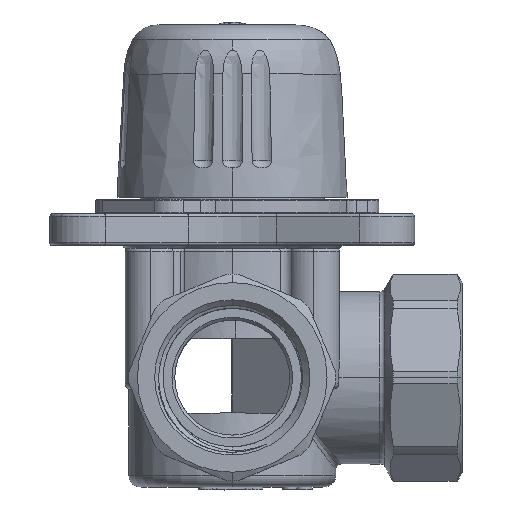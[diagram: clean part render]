
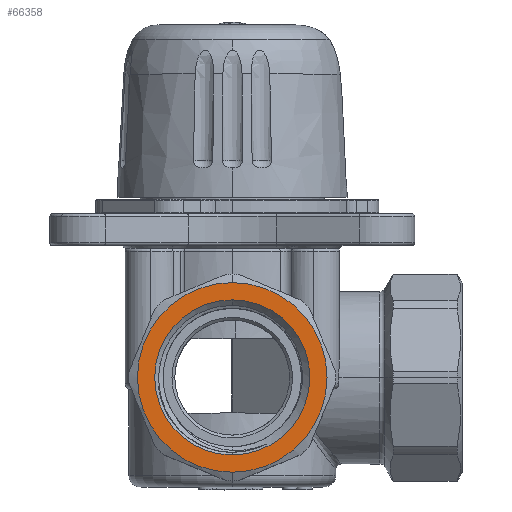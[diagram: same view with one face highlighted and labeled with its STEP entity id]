
A CAD part, top view. The second image highlights one B-rep face of the part: STEP entity #66358.
In plain terms, the highlighted planar face has unit normal (0, 0, 1).
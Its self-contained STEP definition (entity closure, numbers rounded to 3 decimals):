
#322 = DIRECTION ( 'NONE',  ( 0., 0., -1. ) ) ;
#4191 = VERTEX_POINT ( 'NONE', #35013 ) ;
#9449 = VERTEX_POINT ( 'NONE', #33524 ) ;
#13976 = CIRCLE ( 'NONE', #48974, 16.5 ) ;
#15625 = DIRECTION ( 'NONE',  ( 0., -1., 0. ) ) ;
#18651 = EDGE_CURVE ( 'NONE', #4191, #89962, #13976, .T. ) ;
#21149 = DIRECTION ( 'NONE',  ( 0., 0., 1. ) ) ;
#21904 = AXIS2_PLACEMENT_3D ( 'NONE', #23740, #54565, #55581 ) ;
#23740 = CARTESIAN_POINT ( 'NONE',  ( 0., 1., 40. ) ) ;
#27744 = ORIENTED_EDGE ( 'NONE', *, *, #99000, .T. ) ;
#31364 = DIRECTION ( 'NONE',  ( 0., 0., 1. ) ) ;
#33524 = CARTESIAN_POINT ( 'NONE',  ( 0., 14.5, 40. ) ) ;
#34595 = FACE_OUTER_BOUND ( 'NONE', #87529, .T. ) ;
#35013 = CARTESIAN_POINT ( 'NONE',  ( 0., 17.5, 40. ) ) ;
#35382 = CIRCLE ( 'NONE', #57172, 13.5 ) ;
#37363 = ORIENTED_EDGE ( 'NONE', *, *, #18651, .T. ) ;
#38485 = PLANE ( 'NONE',  #21904 ) ;
#39827 = CIRCLE ( 'NONE', #61613, 13.5 ) ;
#45252 = CARTESIAN_POINT ( 'NONE',  ( 0., 1., 40. ) ) ;
#45584 = DIRECTION ( 'NONE',  ( 0., 0., -1. ) ) ;
#45919 = DIRECTION ( 'NONE',  ( 0., -1., 0. ) ) ;
#46432 = AXIS2_PLACEMENT_3D ( 'NONE', #101549, #21149, #45919 ) ;
#47874 = CARTESIAN_POINT ( 'NONE',  ( 0., 1., 40. ) ) ;
#48974 = AXIS2_PLACEMENT_3D ( 'NONE', #79237, #31364, #15625 ) ;
#51144 = CARTESIAN_POINT ( 'NONE',  ( 0., -12.5, 40. ) ) ;
#54565 = DIRECTION ( 'NONE',  ( 0., 0., 1. ) ) ;
#55581 = DIRECTION ( 'NONE',  ( 0., -1., 0. ) ) ;
#55715 = VERTEX_POINT ( 'NONE', #51144 ) ;
#56763 = CARTESIAN_POINT ( 'NONE',  ( 0., -15.5, 40. ) ) ;
#57172 = AXIS2_PLACEMENT_3D ( 'NONE', #47874, #322, #88428 ) ;
#61613 = AXIS2_PLACEMENT_3D ( 'NONE', #45252, #45584, #93510 ) ;
#66358 = ADVANCED_FACE ( 'NONE', ( #82114, #34595 ), #38485, .T. ) ;
#73773 = ORIENTED_EDGE ( 'NONE', *, *, #84032, .T. ) ;
#79237 = CARTESIAN_POINT ( 'NONE',  ( 0., 1., 40. ) ) ;
#82114 = FACE_BOUND ( 'NONE', #87694, .T. ) ;
#84032 = EDGE_CURVE ( 'NONE', #89962, #4191, #98535, .T. ) ;
#87529 = EDGE_LOOP ( 'NONE', ( #37363, #73773 ) ) ;
#87694 = EDGE_LOOP ( 'NONE', ( #102795, #27744 ) ) ;
#88428 = DIRECTION ( 'NONE',  ( 0., 1., 0. ) ) ;
#89962 = VERTEX_POINT ( 'NONE', #56763 ) ;
#93510 = DIRECTION ( 'NONE',  ( 0., 1., 0. ) ) ;
#96238 = EDGE_CURVE ( 'NONE', #55715, #9449, #39827, .T. ) ;
#98535 = CIRCLE ( 'NONE', #46432, 16.5 ) ;
#99000 = EDGE_CURVE ( 'NONE', #9449, #55715, #35382, .T. ) ;
#101549 = CARTESIAN_POINT ( 'NONE',  ( 0., 1., 40. ) ) ;
#102795 = ORIENTED_EDGE ( 'NONE', *, *, #96238, .T. ) ;
